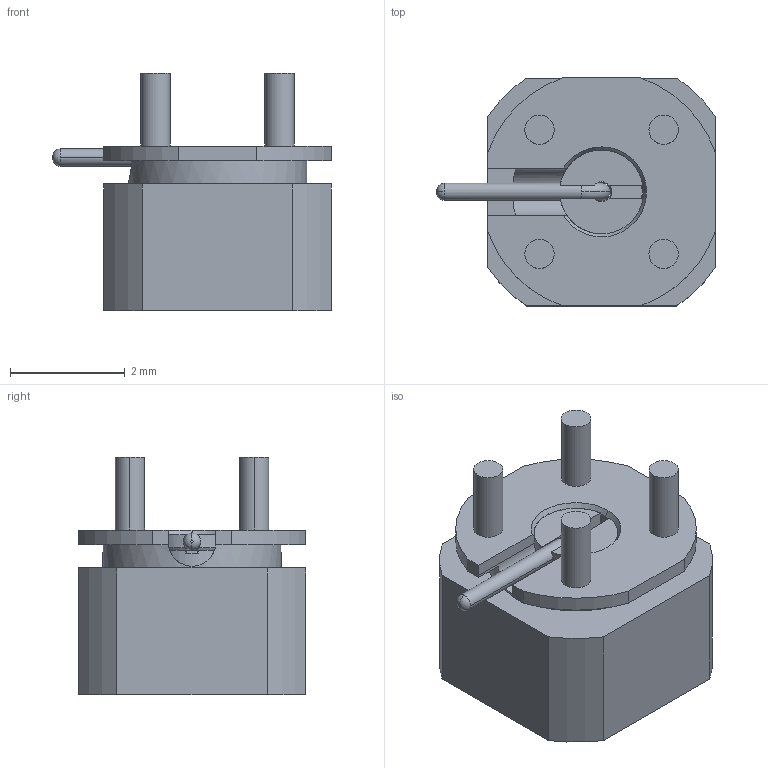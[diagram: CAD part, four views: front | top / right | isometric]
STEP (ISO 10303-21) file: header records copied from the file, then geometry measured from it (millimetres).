
FILE_DESCRIPTION (( 'STEP AP203' ), '1' );
FILE_NAME ('R201.428.730.STEP', '2017-06-20T05:14:55', ( '' ), ( '' ), 'SwSTEP 2.0', 'SolidWorks 2017', '' );
FILE_SCHEMA (( 'CONFIG_CONTROL_DESIGN' ));
Length unit declared in the file: millimetre
Products named in the file (1): R201.428.730
Bounding box: 4.85 x 3.96 x 4.14 mm (x, y, z)
Volume: 30 mm3; surface area: 110.7 mm2
Topology: 1 solids, 1 shells, 105 faces, 279 edges, 180 vertices
Faces by surface type: cylinder 44, plane 37, torus 12, cone 12
Entity records: 3501 total; most frequent: CARTESIAN_POINT 781, DIRECTION 567, ORIENTED_EDGE 558, EDGE_CURVE 279, AXIS2_PLACEMENT_3D 227, VERTEX_POINT 180, CIRCLE 121, EDGE_LOOP 115
